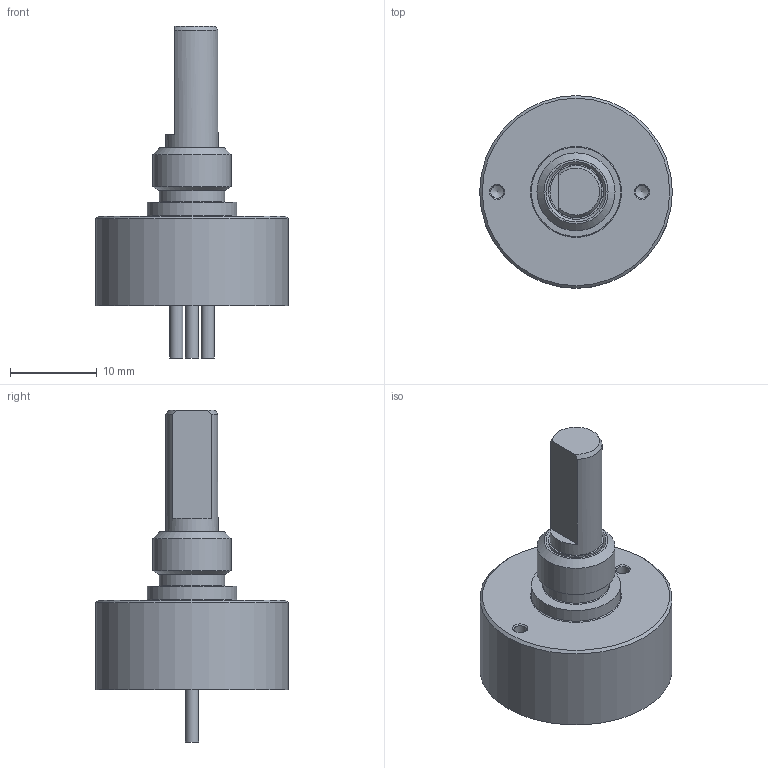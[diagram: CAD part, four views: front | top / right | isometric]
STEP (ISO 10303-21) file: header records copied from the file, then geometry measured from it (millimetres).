
FILE_DESCRIPTION(('Bauteilbeschreibung','HiCAD-Model','HiCAD-STEP-TRANSLATION','Bauteilbeschreibung'),'2;1');
FILE_NAME('VERT-X 2121.STP','2009-04-14T11:04:15+00:00',('Konstrukteur'),('Konstrukteur Firma GmbH'),' HiCAD neXt 2008, Step 3.1.1401.2D ','HiCAD neXt 2008','confidential');
FILE_SCHEMA(('AUTOMOTIVE_DESIGN { 1 2 10303 214 0 1 1 1 }'));
Length unit declared in the file: millimetre
Products named in the file (8): VERT_X 2121; VERT_X_2121_XXX_XXX_2XX; WIRES; WIRE1; WIRE2; WIRE3; HOUSING; SHAFT
Assembly tree (7 placements, depth 4):
  VERT_X 2121
    VERT_X_2121_XXX_XXX_2XX
      WIRES
        WIRE1
        WIRE2
        WIRE3
      HOUSING
      SHAFT
Bounding box: 22.22 x 22.22 x 38.3 mm (x, y, z)
Volume: 4943.9 mm3; surface area: 2719.6 mm2
Topology: 5 solids, 8 shells, 92 faces, 170 edges, 109 vertices
Faces by surface type: plane 33, cylinder 31, cone 18, torus 10
Full cylindrical faces by diameter (mm): 1 x1, 1.47 x2, 1.5 x3, 2.2 x1, 2.3 x1, 3 x1, 3.165 x3, 4.18 x2, 4.4 x1, 4.5 x1, 5.1 x2, 5.35 x2, 6 x2, 6.1 x1, 6.3 x1, 6.33 x1, 6.35 x1, 7.6 x1, 8 x1, 9 x1, 10.3 x1, 22.22 x1
Entity records: 2416 total; most frequent: DIRECTION 384, CARTESIAN_POINT 291, AXIS2_PLACEMENT_3D 190, ORIENTED_EDGE 180, EDGE_LOOP 167, ADVANCED_FACE 92, FACE_OUTER_BOUND 92, VERTEX_POINT 91
